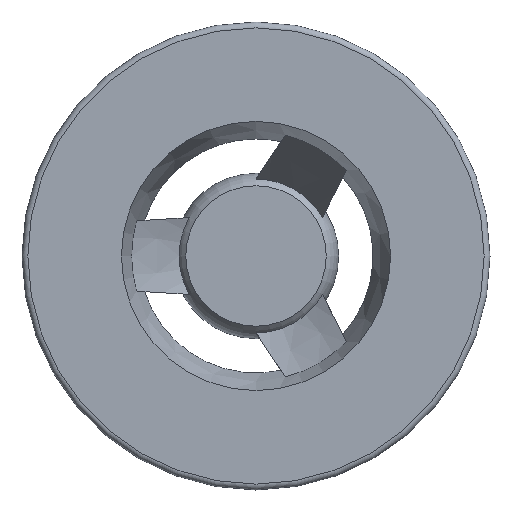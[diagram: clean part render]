
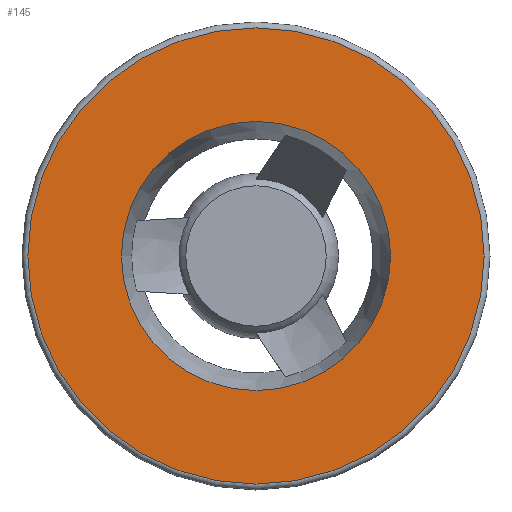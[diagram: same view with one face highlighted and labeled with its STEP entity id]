
A CAD part, left-side view. The second image highlights one B-rep face of the part: STEP entity #145.
In plain terms, the highlighted planar face has unit normal (-1, 0, 0).
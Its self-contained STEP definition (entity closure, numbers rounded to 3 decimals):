
#100=PLANE('',#576);
#121=FACE_BOUND('',#210,.T.);
#145=ADVANCED_FACE('',(#121,#185),#100,.T.);
#185=FACE_OUTER_BOUND('',#211,.T.);
#210=EDGE_LOOP('',(#319));
#211=EDGE_LOOP('',(#320));
#319=ORIENTED_EDGE('',*,*,#459,.F.);
#320=ORIENTED_EDGE('',*,*,#489,.T.);
#413=VERTEX_POINT('',#753);
#435=VERTEX_POINT('',#860);
#459=EDGE_CURVE('',#413,#413,#523,.T.);
#489=EDGE_CURVE('',#435,#435,#537,.T.);
#523=CIRCLE('',#555,23.);
#537=CIRCLE('',#575,39.);
#555=AXIS2_PLACEMENT_3D('',#752,#619,#620);
#575=AXIS2_PLACEMENT_3D('',#859,#661,#662);
#576=AXIS2_PLACEMENT_3D('',#861,#663,#664);
#619=DIRECTION('',(-1.,0.,0.));
#620=DIRECTION('',(0.,0.,1.));
#661=DIRECTION('',(-1.,0.,0.));
#662=DIRECTION('',(0.,0.,1.));
#663=DIRECTION('',(-1.,0.,0.));
#664=DIRECTION('',(0.,0.,1.));
#752=CARTESIAN_POINT('',(258.126,210.709,10.155));
#753=CARTESIAN_POINT('',(258.126,210.709,33.155));
#859=CARTESIAN_POINT('',(258.126,210.709,10.155));
#860=CARTESIAN_POINT('',(258.126,210.709,49.155));
#861=CARTESIAN_POINT('',(258.126,187.709,10.155));
